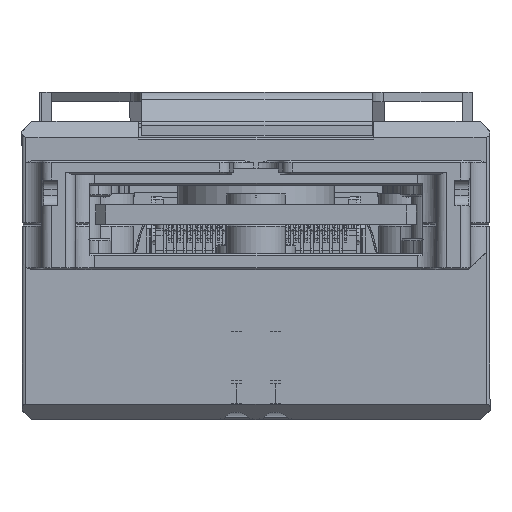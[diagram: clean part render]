
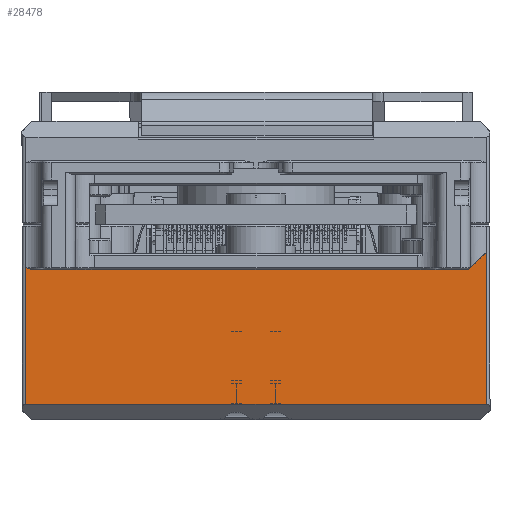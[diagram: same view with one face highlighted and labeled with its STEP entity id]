
A CAD part, left-side view. The second image highlights one B-rep face of the part: STEP entity #28478.
In plain terms, the highlighted planar face has unit normal (-1, 0, 0).
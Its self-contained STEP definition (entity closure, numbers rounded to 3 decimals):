
#23194=B_SPLINE_CURVE_WITH_KNOTS('',3,(#145235,#145236,#145237,#145238),
 .UNSPECIFIED.,.F.,.F.,(4,4),(0.,1.),.UNSPECIFIED.);
#23967=FACE_OUTER_BOUND('',#56336,.T.);
#28478=ADVANCED_FACE('',(#23967),#32833,.T.);
#32833=PLANE('',#110935);
#36613=LINE('',#144766,#46397);
#36737=LINE('',#145227,#46521);
#36738=LINE('',#145230,#46522);
#36739=LINE('',#145232,#46523);
#36740=LINE('',#145234,#46524);
#46397=VECTOR('',#120156,1.);
#46521=VECTOR('',#120514,1.);
#46522=VECTOR('',#120515,1.);
#46523=VECTOR('',#120516,1.);
#46524=VECTOR('',#120517,1.);
#56336=EDGE_LOOP('',(#63671,#63672,#63673,#63674,#63675,#63676));
#63671=ORIENTED_EDGE('',*,*,#96128,.T.);
#63672=ORIENTED_EDGE('',*,*,#96129,.T.);
#63673=ORIENTED_EDGE('',*,*,#96130,.T.);
#63674=ORIENTED_EDGE('',*,*,#96131,.T.);
#63675=ORIENTED_EDGE('',*,*,#95915,.T.);
#63676=ORIENTED_EDGE('',*,*,#96132,.T.);
#87061=VERTEX_POINT('',#144767);
#87062=VERTEX_POINT('',#144768);
#87261=VERTEX_POINT('',#145228);
#87262=VERTEX_POINT('',#145229);
#87263=VERTEX_POINT('',#145231);
#87264=VERTEX_POINT('',#145233);
#95915=EDGE_CURVE('',#87061,#87062,#36613,.T.);
#96128=EDGE_CURVE('',#87261,#87262,#36737,.T.);
#96129=EDGE_CURVE('',#87262,#87263,#36738,.T.);
#96130=EDGE_CURVE('',#87263,#87264,#36739,.T.);
#96131=EDGE_CURVE('',#87264,#87061,#36740,.T.);
#96132=EDGE_CURVE('',#87062,#87261,#23194,.T.);
#110935=AXIS2_PLACEMENT_3D('',#145239,#120518,#120519);
#120156=DIRECTION('',(0.,-1.,0.));
#120514=DIRECTION('',(0.,0.,1.));
#120515=DIRECTION('',(0.,1.,0.));
#120516=DIRECTION('',(0.,0.,-1.));
#120517=DIRECTION('',(0.,-0.707,0.707));
#120518=DIRECTION('',(-1.,0.,0.));
#120519=DIRECTION('',(0.,0.,1.));
#144766=CARTESIAN_POINT('',(26.1,10.97,2.325));
#144767=CARTESIAN_POINT('',(26.1,10.87,2.325));
#144768=CARTESIAN_POINT('',(26.1,-11.478,2.325));
#145227=CARTESIAN_POINT('',(26.1,-11.775,0.));
#145228=CARTESIAN_POINT('',(26.1,-11.775,2.228));
#145229=CARTESIAN_POINT('',(26.1,-11.775,9.2));
#145230=CARTESIAN_POINT('',(26.1,11.975,9.2));
#145231=CARTESIAN_POINT('',(26.1,11.775,9.2));
#145232=CARTESIAN_POINT('',(26.1,11.775,0.));
#145233=CARTESIAN_POINT('',(26.1,11.775,1.42));
#145234=CARTESIAN_POINT('',(26.1,10.97,2.225));
#145235=CARTESIAN_POINT('',(26.1,-11.478,2.325));
#145236=CARTESIAN_POINT('',(26.1,-11.573,2.283));
#145237=CARTESIAN_POINT('',(26.1,-11.673,2.248));
#145238=CARTESIAN_POINT('',(26.1,-11.775,2.228));
#145239=CARTESIAN_POINT('',(26.1,11.975,0.));
